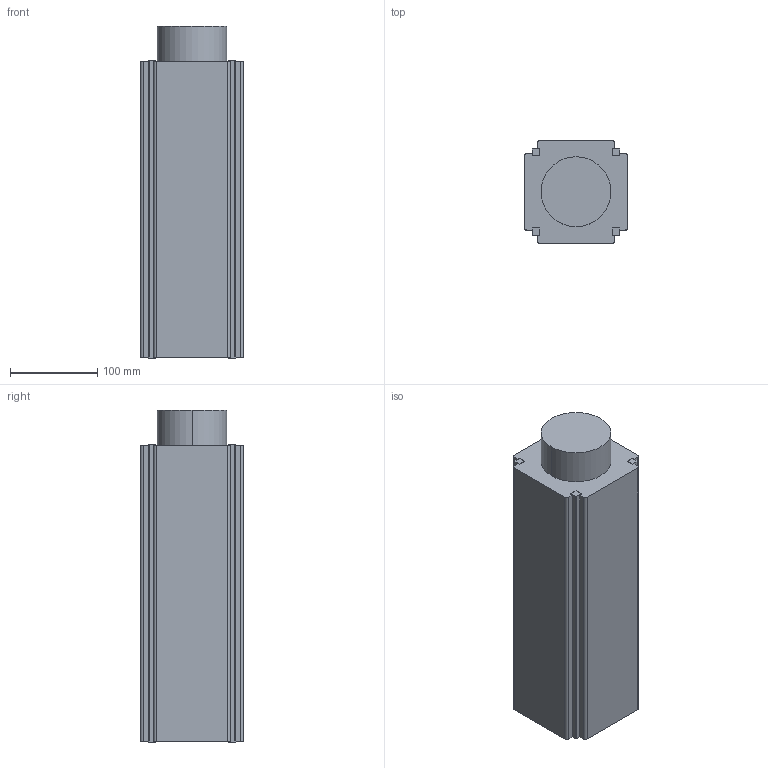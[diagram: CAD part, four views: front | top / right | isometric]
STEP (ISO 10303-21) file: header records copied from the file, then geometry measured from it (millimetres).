
FILE_DESCRIPTION((''),'2;1');
FILE_NAME('','2014-09-23T',(''),(''),'PRO/ENGINEER BY PARAMETRIC TECHNOLOGY CORPORATION, 2003250','PRO/ENGINEER BY PARAMETRIC TECHNOLOGY CORPORATION, 2003250','');
FILE_SCHEMA(('CONFIG_CONTROL_DESIGN'));
Length unit declared in the file: millimetre
Bounding box: 118 x 118 x 380.5 mm (x, y, z)
Volume: 4668473.5 mm3; surface area: 192564.9 mm2
Topology: 1 solids, 1 shells, 61 faces, 174 edges, 116 vertices
Faces by surface type: plane 51, cylinder 10
Entity records: 2006 total; most frequent: CARTESIAN_POINT 351, ORIENTED_EDGE 348, DIRECTION 316, EDGE_CURVE 174, VECTOR 154, LINE 154, VERTEX_POINT 116, AXIS2_PLACEMENT_3D 81
